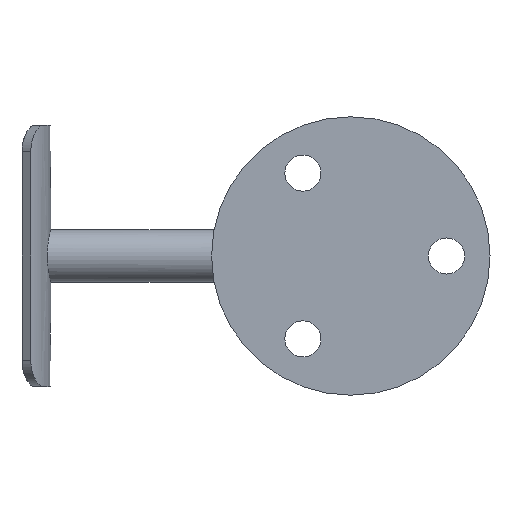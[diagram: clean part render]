
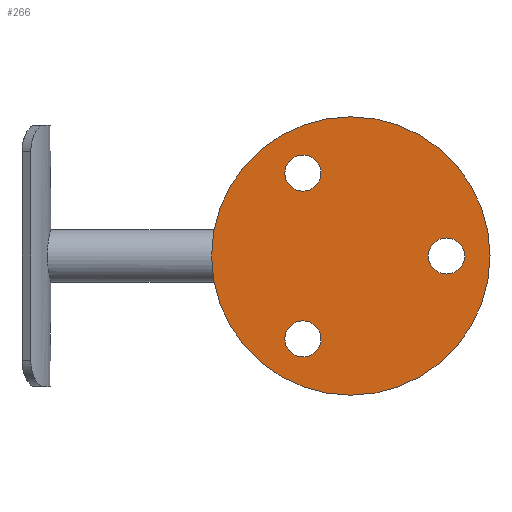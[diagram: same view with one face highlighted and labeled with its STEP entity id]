
A CAD part, left-side view. The second image highlights one B-rep face of the part: STEP entity #266.
In plain terms, the highlighted planar face has unit normal (-1, 0, 0).
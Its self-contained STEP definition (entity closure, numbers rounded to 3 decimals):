
#27 = EDGE_CURVE ( 'NONE', #1956, #656, #1617, .T. ) ;
#55 = DIRECTION ( 'NONE',  ( 0., 0., -1. ) ) ;
#169 = EDGE_LOOP ( 'NONE', ( #1689, #1127 ) ) ;
#177 = CARTESIAN_POINT ( 'NONE',  ( 0., 0., 32. ) ) ;
#188 = CARTESIAN_POINT ( 'NONE',  ( 0., -22., -4.15 ) ) ;
#201 = DIRECTION ( 'NONE',  ( 1., 0., 0. ) ) ;
#232 = AXIS2_PLACEMENT_3D ( 'NONE', #1344, #992, #380 ) ;
#266 = ADVANCED_FACE ( 'NONE', ( #553, #1179, #1198, #1852 ), #392, .F. ) ;
#298 = AXIS2_PLACEMENT_3D ( 'NONE', #476, #1777, #961 ) ;
#300 = EDGE_LOOP ( 'NONE', ( #546, #747 ) ) ;
#355 = DIRECTION ( 'NONE',  ( 1., 0., 0. ) ) ;
#366 = CARTESIAN_POINT ( 'NONE',  ( 0., 11., -14.903 ) ) ;
#380 = DIRECTION ( 'NONE',  ( 0., 0., -1. ) ) ;
#392 = PLANE ( 'NONE',  #1411 ) ;
#393 = DIRECTION ( 'NONE',  ( 1., 0., 0. ) ) ;
#441 = ORIENTED_EDGE ( 'NONE', *, *, #1598, .T. ) ;
#446 = DIRECTION ( 'NONE',  ( 0., 0., -1. ) ) ;
#476 = CARTESIAN_POINT ( 'NONE',  ( 0., 11., 19.053 ) ) ;
#498 = ORIENTED_EDGE ( 'NONE', *, *, #777, .T. ) ;
#503 = CARTESIAN_POINT ( 'NONE',  ( 0., 11., 14.903 ) ) ;
#515 = CARTESIAN_POINT ( 'NONE',  ( 0., 11., -19.053 ) ) ;
#534 = CARTESIAN_POINT ( 'NONE',  ( 0., 0., -32. ) ) ;
#546 = ORIENTED_EDGE ( 'NONE', *, *, #1900, .T. ) ;
#553 = FACE_BOUND ( 'NONE', #300, .T. ) ;
#561 = CIRCLE ( 'NONE', #597, 32. ) ;
#571 = DIRECTION ( 'NONE',  ( 1., 0., 0. ) ) ;
#597 = AXIS2_PLACEMENT_3D ( 'NONE', #740, #393, #55 ) ;
#601 = CIRCLE ( 'NONE', #1039, 4.15 ) ;
#656 = VERTEX_POINT ( 'NONE', #736 ) ;
#674 = EDGE_CURVE ( 'NONE', #1577, #1588, #1173, .T. ) ;
#706 = DIRECTION ( 'NONE',  ( 0., 0., -1. ) ) ;
#736 = CARTESIAN_POINT ( 'NONE',  ( 0., 11., 23.203 ) ) ;
#740 = CARTESIAN_POINT ( 'NONE',  ( 0., 0., 0. ) ) ;
#743 = DIRECTION ( 'NONE',  ( 1., 0., 0. ) ) ;
#747 = ORIENTED_EDGE ( 'NONE', *, *, #674, .T. ) ;
#752 = EDGE_CURVE ( 'NONE', #656, #1956, #1825, .T. ) ;
#777 = EDGE_CURVE ( 'NONE', #1862, #1925, #601, .T. ) ;
#796 = AXIS2_PLACEMENT_3D ( 'NONE', #1715, #743, #1539 ) ;
#812 = CARTESIAN_POINT ( 'NONE',  ( 0., 11., -23.203 ) ) ;
#821 = DIRECTION ( 'NONE',  ( 0., 0., -1. ) ) ;
#895 = ORIENTED_EDGE ( 'NONE', *, *, #27, .T. ) ;
#905 = EDGE_CURVE ( 'NONE', #2013, #953, #2065, .T. ) ;
#919 = ORIENTED_EDGE ( 'NONE', *, *, #752, .T. ) ;
#953 = VERTEX_POINT ( 'NONE', #177 ) ;
#957 = CARTESIAN_POINT ( 'NONE',  ( 0., 0., 0. ) ) ;
#961 = DIRECTION ( 'NONE',  ( 0., 0., -1. ) ) ;
#992 = DIRECTION ( 'NONE',  ( 1., 0., 0. ) ) ;
#1039 = AXIS2_PLACEMENT_3D ( 'NONE', #515, #201, #706 ) ;
#1095 = EDGE_LOOP ( 'NONE', ( #895, #919 ) ) ;
#1127 = ORIENTED_EDGE ( 'NONE', *, *, #905, .F. ) ;
#1139 = AXIS2_PLACEMENT_3D ( 'NONE', #957, #355, #1159 ) ;
#1142 = CIRCLE ( 'NONE', #232, 4.15 ) ;
#1159 = DIRECTION ( 'NONE',  ( 0., 0., -1. ) ) ;
#1173 = CIRCLE ( 'NONE', #1995, 4.15 ) ;
#1179 = FACE_BOUND ( 'NONE', #1408, .T. ) ;
#1198 = FACE_BOUND ( 'NONE', #1095, .T. ) ;
#1344 = CARTESIAN_POINT ( 'NONE',  ( 0., 11., -19.053 ) ) ;
#1375 = CARTESIAN_POINT ( 'NONE',  ( 0., -22., 0. ) ) ;
#1386 = DIRECTION ( 'NONE',  ( 0., 0., -1. ) ) ;
#1408 = EDGE_LOOP ( 'NONE', ( #498, #441 ) ) ;
#1411 = AXIS2_PLACEMENT_3D ( 'NONE', #1895, #1558, #446 ) ;
#1459 = DIRECTION ( 'NONE',  ( 1., 0., 0. ) ) ;
#1539 = DIRECTION ( 'NONE',  ( 0., 0., -1. ) ) ;
#1558 = DIRECTION ( 'NONE',  ( 1., 0., 0. ) ) ;
#1577 = VERTEX_POINT ( 'NONE', #1816 ) ;
#1588 = VERTEX_POINT ( 'NONE', #188 ) ;
#1598 = EDGE_CURVE ( 'NONE', #1925, #1862, #1142, .T. ) ;
#1617 = CIRCLE ( 'NONE', #796, 4.15 ) ;
#1689 = ORIENTED_EDGE ( 'NONE', *, *, #2018, .F. ) ;
#1715 = CARTESIAN_POINT ( 'NONE',  ( 0., 11., 19.053 ) ) ;
#1716 = CIRCLE ( 'NONE', #1790, 4.15 ) ;
#1777 = DIRECTION ( 'NONE',  ( 1., 0., 0. ) ) ;
#1790 = AXIS2_PLACEMENT_3D ( 'NONE', #1803, #1459, #821 ) ;
#1803 = CARTESIAN_POINT ( 'NONE',  ( 0., -22., 0. ) ) ;
#1816 = CARTESIAN_POINT ( 'NONE',  ( 0., -22., 4.15 ) ) ;
#1825 = CIRCLE ( 'NONE', #298, 4.15 ) ;
#1852 = FACE_OUTER_BOUND ( 'NONE', #169, .T. ) ;
#1862 = VERTEX_POINT ( 'NONE', #812 ) ;
#1895 = CARTESIAN_POINT ( 'NONE',  ( 0., 0., 0. ) ) ;
#1900 = EDGE_CURVE ( 'NONE', #1588, #1577, #1716, .T. ) ;
#1925 = VERTEX_POINT ( 'NONE', #366 ) ;
#1956 = VERTEX_POINT ( 'NONE', #503 ) ;
#1995 = AXIS2_PLACEMENT_3D ( 'NONE', #1375, #571, #1386 ) ;
#2013 = VERTEX_POINT ( 'NONE', #534 ) ;
#2018 = EDGE_CURVE ( 'NONE', #953, #2013, #561, .T. ) ;
#2065 = CIRCLE ( 'NONE', #1139, 32. ) ;
